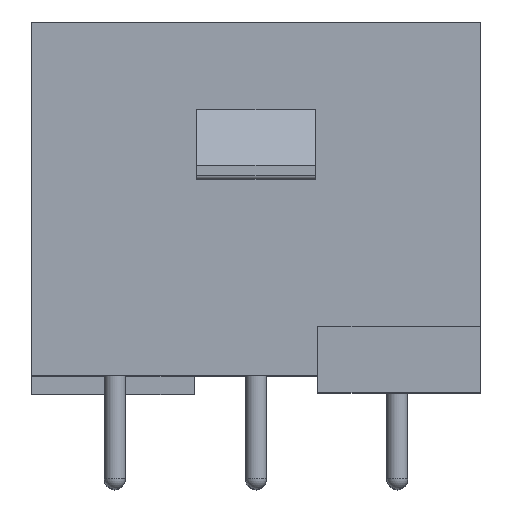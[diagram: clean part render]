
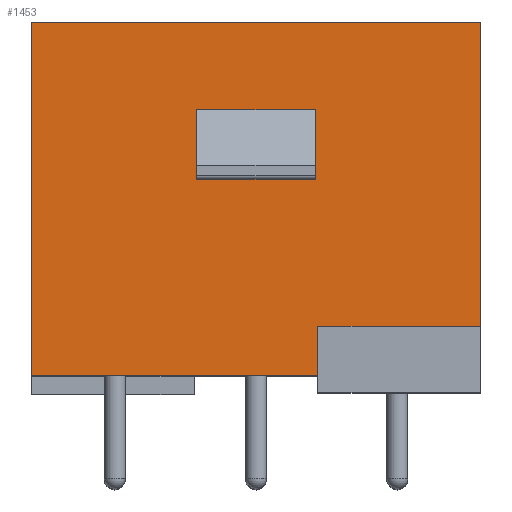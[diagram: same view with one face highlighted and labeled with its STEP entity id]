
A CAD part, top view. The second image highlights one B-rep face of the part: STEP entity #1453.
In plain terms, the highlighted planar face has unit normal (0, 0, 1).
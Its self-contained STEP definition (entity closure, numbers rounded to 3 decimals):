
#10=DIRECTION('',(1.,0.,0.));
#11=VECTOR('',#10,10.3);
#12=CARTESIAN_POINT('',(-8.075,0.,10.545));
#13=LINE('',#12,#11);
#282=DIRECTION('',(0.,-1.,0.));
#283=VECTOR('',#282,2.5);
#284=CARTESIAN_POINT('',(2.125,9.55,10.545));
#285=LINE('',#284,#283);
#286=DIRECTION('',(1.,0.,0.));
#287=VECTOR('',#286,4.25);
#288=CARTESIAN_POINT('',(-2.125,9.55,10.545));
#289=LINE('',#288,#287);
#290=DIRECTION('',(0.,-1.,0.));
#291=VECTOR('',#290,2.5);
#292=CARTESIAN_POINT('',(-2.125,9.55,10.545));
#293=LINE('',#292,#291);
#294=DIRECTION('',(1.,0.,0.));
#295=VECTOR('',#294,4.25);
#296=CARTESIAN_POINT('',(-2.125,7.05,10.545));
#297=LINE('',#296,#295);
#298=DIRECTION('',(1.,0.,0.));
#299=VECTOR('',#298,5.85);
#300=CARTESIAN_POINT('',(2.225,1.75,10.545));
#301=LINE('',#300,#299);
#302=DIRECTION('',(0.,1.,0.));
#303=VECTOR('',#302,1.75);
#304=CARTESIAN_POINT('',(2.225,0.,10.545));
#305=LINE('',#304,#303);
#306=DIRECTION('',(0.,1.,0.));
#307=VECTOR('',#306,12.7);
#308=CARTESIAN_POINT('',(-8.075,0.,10.545));
#309=LINE('',#308,#307);
#502=DIRECTION('',(1.,0.,0.));
#503=VECTOR('',#502,16.15);
#504=CARTESIAN_POINT('',(-8.075,12.7,10.545));
#505=LINE('',#504,#503);
#522=DIRECTION('',(0.,1.,0.));
#523=VECTOR('',#522,10.95);
#524=CARTESIAN_POINT('',(8.075,1.75,10.545));
#525=LINE('',#524,#523);
#879=CARTESIAN_POINT('',(-8.075,12.7,10.545));
#881=VERTEX_POINT('',#879);
#882=CARTESIAN_POINT('',(8.075,12.7,10.545));
#884=VERTEX_POINT('',#882);
#894=CARTESIAN_POINT('',(-8.075,0.,10.545));
#895=VERTEX_POINT('',#894);
#944=CARTESIAN_POINT('',(2.125,9.55,10.545));
#945=CARTESIAN_POINT('',(2.125,7.05,10.545));
#946=VERTEX_POINT('',#944);
#947=VERTEX_POINT('',#945);
#948=CARTESIAN_POINT('',(-2.125,9.55,10.545));
#949=CARTESIAN_POINT('',(-2.125,7.05,10.545));
#950=VERTEX_POINT('',#948);
#951=VERTEX_POINT('',#949);
#984=CARTESIAN_POINT('',(2.225,0.,10.545));
#986=VERTEX_POINT('',#984);
#994=CARTESIAN_POINT('',(2.225,1.75,10.545));
#995=CARTESIAN_POINT('',(8.075,1.75,10.545));
#996=VERTEX_POINT('',#994);
#997=VERTEX_POINT('',#995);
#1427=CARTESIAN_POINT('',(-8.075,0.,10.545));
#1428=DIRECTION('',(0.,0.,1.));
#1429=DIRECTION('',(1.,0.,0.));
#1430=AXIS2_PLACEMENT_3D('',#1427,#1428,#1429);
#1431=PLANE('',#1430);
#1433=ORIENTED_EDGE('',*,*,#1432,.F.);
#1435=ORIENTED_EDGE('',*,*,#1434,.F.);
#1436=ORIENTED_EDGE('',*,*,#1145,.F.);
#1438=ORIENTED_EDGE('',*,*,#1437,.T.);
#1440=ORIENTED_EDGE('',*,*,#1439,.T.);
#1442=ORIENTED_EDGE('',*,*,#1441,.F.);
#1443=EDGE_LOOP('',(#1433,#1435,#1436,#1438,#1440,#1442));
#1444=FACE_OUTER_BOUND('',#1443,.F.);
#1445=ORIENTED_EDGE('',*,*,#1309,.F.);
#1447=ORIENTED_EDGE('',*,*,#1446,.F.);
#1448=ORIENTED_EDGE('',*,*,#1361,.T.);
#1450=ORIENTED_EDGE('',*,*,#1449,.T.);
#1451=EDGE_LOOP('',(#1445,#1447,#1448,#1450));
#1452=FACE_BOUND('',#1451,.F.);
#1453=ADVANCED_FACE('',(#1444,#1452),#1431,.T.);
#1145=EDGE_CURVE('',#895,#986,#13,.T.);
#1309=EDGE_CURVE('',#946,#947,#285,.T.);
#1361=EDGE_CURVE('',#950,#951,#293,.T.);
#1432=EDGE_CURVE('',#996,#997,#301,.T.);
#1434=EDGE_CURVE('',#986,#996,#305,.T.);
#1437=EDGE_CURVE('',#895,#881,#309,.T.);
#1439=EDGE_CURVE('',#881,#884,#505,.T.);
#1441=EDGE_CURVE('',#997,#884,#525,.T.);
#1446=EDGE_CURVE('',#950,#946,#289,.T.);
#1449=EDGE_CURVE('',#951,#947,#297,.T.);
